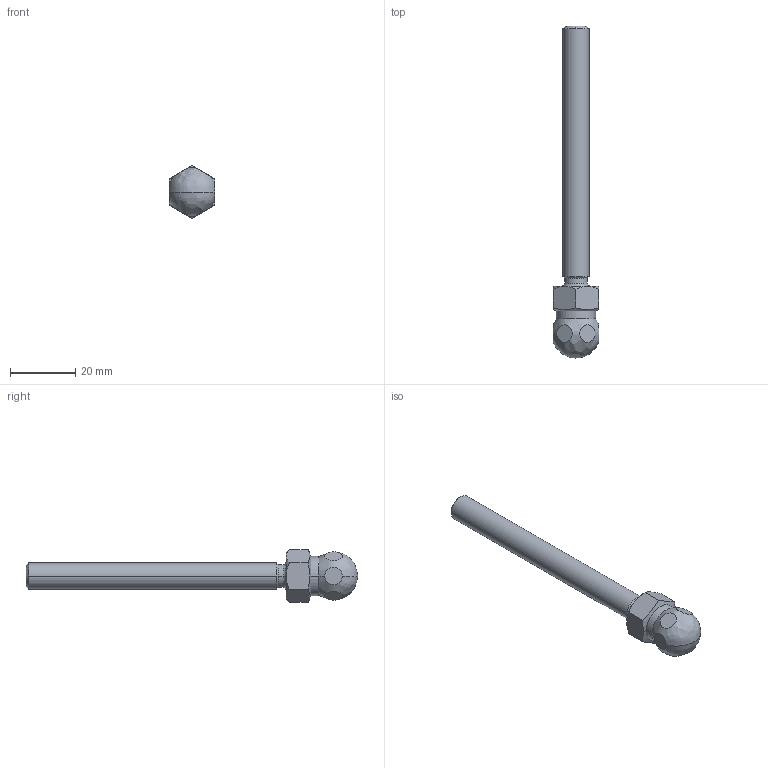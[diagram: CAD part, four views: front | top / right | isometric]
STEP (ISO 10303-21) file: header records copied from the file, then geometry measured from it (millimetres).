
FILE_DESCRIPTION (( 'STEP AP214' ), '1' );
FILE_NAME ('7410322', '2019-01-30T09:30:35', ( '' ), ('JUGARD+KÜNSTNER GmbH'), 'SwSTEP 2.0', 'SolidWorks 2017', '' );
FILE_SCHEMA (( 'AUTOMOTIVE_DESIGN' ));
Length unit declared in the file: millimetre
Products named in the file (1): 7410322
Bounding box: 14 x 102 x 16.17 mm (x, y, z)
Volume: 7071.9 mm3; surface area: 3212.6 mm2
Topology: 1 solids, 1 shells, 36 faces, 85 edges, 56 vertices
Faces by surface type: plane 14, cone 12, cylinder 6, bspline 4
Entity records: 1520 total; most frequent: CARTESIAN_POINT 696, ORIENTED_EDGE 170, DIRECTION 152, EDGE_CURVE 85, AXIS2_PLACEMENT_3D 64, VERTEX_POINT 56, EDGE_LOOP 41, ADVANCED_FACE 36
